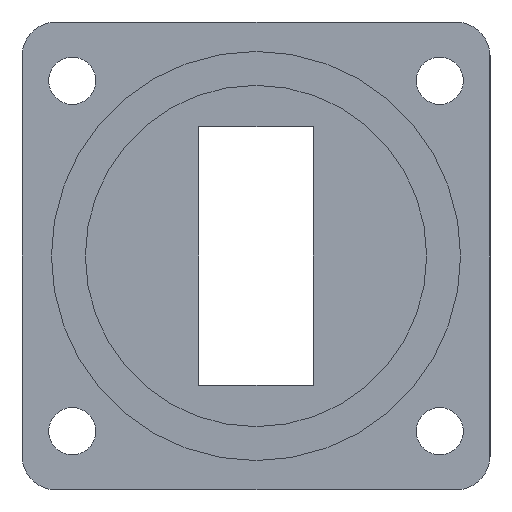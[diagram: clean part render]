
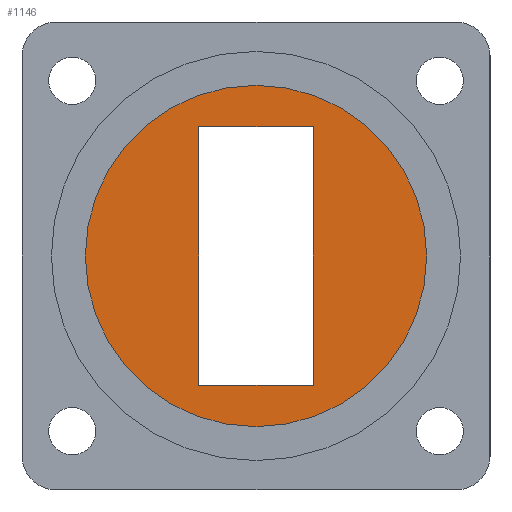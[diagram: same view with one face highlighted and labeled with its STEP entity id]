
A CAD part, left-side view. The second image highlights one B-rep face of the part: STEP entity #1146.
In plain terms, the highlighted planar face has unit normal (-1, 0, 0).
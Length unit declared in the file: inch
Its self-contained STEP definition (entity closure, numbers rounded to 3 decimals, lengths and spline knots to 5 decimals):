
#331 = VECTOR ( 'NONE', #20324, 39.37008 ) ;
#480 = VECTOR ( 'NONE', #22594, 39.37008 ) ;
#1146 = ADVANCED_FACE ( 'NONE', ( #2596, #26627 ), #19622, .F. ) ;
#1308 = EDGE_CURVE ( 'NONE', #7036, #10235, #5285, .T. ) ;
#1559 = CARTESIAN_POINT ( 'NONE',  ( -4.13386, 0., 0.59449 ) ) ;
#2199 = EDGE_LOOP ( 'NONE', ( #19011, #22166, #21935, #17497 ) ) ;
#2596 = FACE_BOUND ( 'NONE', #2199, .T. ) ;
#3638 = CARTESIAN_POINT ( 'NONE',  ( -4.13386, -0.2, -0.45 ) ) ;
#5138 = CARTESIAN_POINT ( 'NONE',  ( -4.13386, 0., 0. ) ) ;
#5285 = LINE ( 'NONE', #29646, #30724 ) ;
#5440 = CIRCLE ( 'NONE', #17653, 0.59449 ) ;
#7036 = VERTEX_POINT ( 'NONE', #3638 ) ;
#7433 = EDGE_CURVE ( 'NONE', #21382, #24134, #5440, .T. ) ;
#7686 = VERTEX_POINT ( 'NONE', #31440 ) ;
#7996 = DIRECTION ( 'NONE',  ( 0., 0., 1. ) ) ;
#8226 = CARTESIAN_POINT ( 'NONE',  ( -4.13386, 0., 0. ) ) ;
#8646 = EDGE_CURVE ( 'NONE', #26805, #7686, #20627, .T. ) ;
#9111 = CARTESIAN_POINT ( 'NONE',  ( -4.13386, 0.2, 0.45 ) ) ;
#9479 = VECTOR ( 'NONE', #11861, 39.37008 ) ;
#10235 = VERTEX_POINT ( 'NONE', #25278 ) ;
#11861 = DIRECTION ( 'NONE',  ( 0., 1., 0. ) ) ;
#11877 = CIRCLE ( 'NONE', #27652, 0.59449 ) ;
#11986 = DIRECTION ( 'NONE',  ( 1., 0., 0. ) ) ;
#12240 = EDGE_CURVE ( 'NONE', #10235, #26805, #19035, .T. ) ;
#13261 = EDGE_CURVE ( 'NONE', #24134, #21382, #11877, .T. ) ;
#15684 = EDGE_LOOP ( 'NONE', ( #20100, #23403 ) ) ;
#17497 = ORIENTED_EDGE ( 'NONE', *, *, #28668, .F. ) ;
#17653 = AXIS2_PLACEMENT_3D ( 'NONE', #20623, #22694, #25716 ) ;
#17934 = CARTESIAN_POINT ( 'NONE',  ( -4.13386, 0.2, -0.45 ) ) ;
#17937 = DIRECTION ( 'NONE',  ( -1., 0., 0. ) ) ;
#19011 = ORIENTED_EDGE ( 'NONE', *, *, #8646, .F. ) ;
#19035 = LINE ( 'NONE', #21257, #9479 ) ;
#19622 = PLANE ( 'NONE',  #26160 ) ;
#20100 = ORIENTED_EDGE ( 'NONE', *, *, #13261, .T. ) ;
#20324 = DIRECTION ( 'NONE',  ( 0., 0., -1. ) ) ;
#20623 = CARTESIAN_POINT ( 'NONE',  ( -4.13386, 0., 0. ) ) ;
#20627 = LINE ( 'NONE', #17934, #331 ) ;
#20866 = CARTESIAN_POINT ( 'NONE',  ( -4.13386, 0., -0.59449 ) ) ;
#21257 = CARTESIAN_POINT ( 'NONE',  ( -4.13386, -0.2, 0.45 ) ) ;
#21382 = VERTEX_POINT ( 'NONE', #20866 ) ;
#21689 = DIRECTION ( 'NONE',  ( 0., 1., 0. ) ) ;
#21935 = ORIENTED_EDGE ( 'NONE', *, *, #1308, .F. ) ;
#22166 = ORIENTED_EDGE ( 'NONE', *, *, #12240, .F. ) ;
#22594 = DIRECTION ( 'NONE',  ( 0., -1., 0. ) ) ;
#22694 = DIRECTION ( 'NONE',  ( -1., 0., 0. ) ) ;
#23177 = DIRECTION ( 'NONE',  ( 0., 0., 1. ) ) ;
#23403 = ORIENTED_EDGE ( 'NONE', *, *, #7433, .T. ) ;
#24134 = VERTEX_POINT ( 'NONE', #1559 ) ;
#24989 = LINE ( 'NONE', #25466, #480 ) ;
#25278 = CARTESIAN_POINT ( 'NONE',  ( -4.13386, -0.2, 0.45 ) ) ;
#25466 = CARTESIAN_POINT ( 'NONE',  ( -4.13386, -0.2, -0.45 ) ) ;
#25716 = DIRECTION ( 'NONE',  ( 0., 0., 1. ) ) ;
#26160 = AXIS2_PLACEMENT_3D ( 'NONE', #5138, #11986, #21689 ) ;
#26627 = FACE_OUTER_BOUND ( 'NONE', #15684, .T. ) ;
#26805 = VERTEX_POINT ( 'NONE', #9111 ) ;
#27652 = AXIS2_PLACEMENT_3D ( 'NONE', #8226, #17937, #23177 ) ;
#28668 = EDGE_CURVE ( 'NONE', #7686, #7036, #24989, .T. ) ;
#29646 = CARTESIAN_POINT ( 'NONE',  ( -4.13386, -0.2, -0.45 ) ) ;
#30724 = VECTOR ( 'NONE', #7996, 39.37008 ) ;
#31440 = CARTESIAN_POINT ( 'NONE',  ( -4.13386, 0.2, -0.45 ) ) ;
